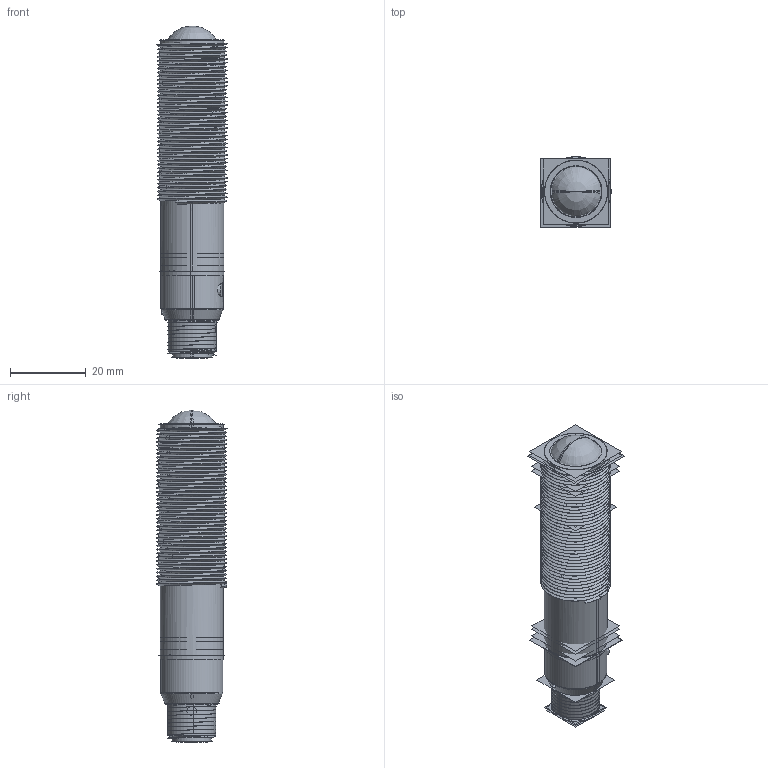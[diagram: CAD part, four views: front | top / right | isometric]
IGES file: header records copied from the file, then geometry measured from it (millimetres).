
Start section:  PTC IGES file: 193981.igs
Global section: file name: 193981.igs; native system: Creo Parametric by Parametric Technology Corporation; preprocessor: 2013230; author: pdmadmin; organization: Unknown; date: 20160311.105737; units: millimetre
Bounding box: 18.56 x 18.69 x 87.86 mm (x, y, z)
Volume: 8599.2 mm3; surface area: 269935.3 mm2
Topology: 9 solids, 9 shells, 804 faces, 4088 edges, 5218 vertices
Faces by surface type: revolution 506, bspline 298
